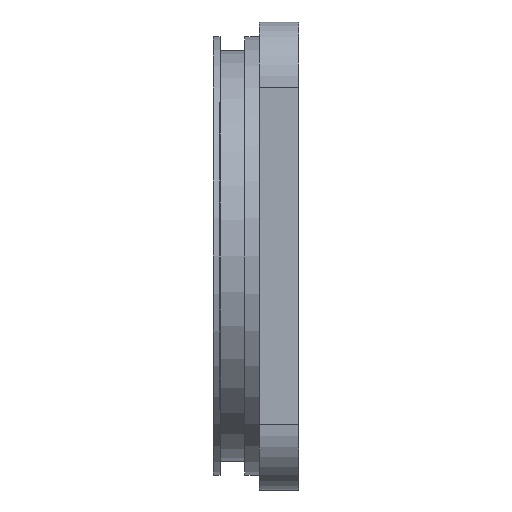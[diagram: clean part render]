
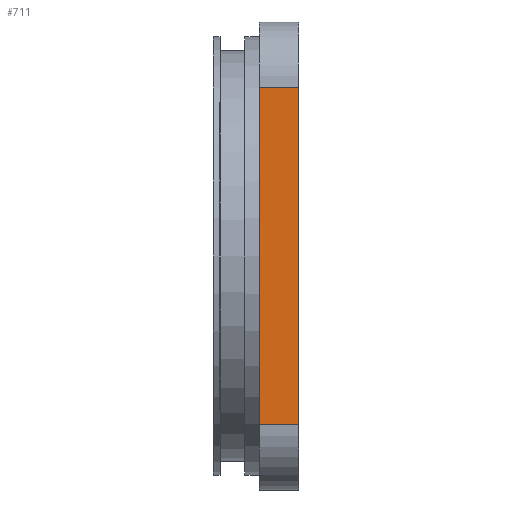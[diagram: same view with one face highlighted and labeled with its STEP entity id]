
A CAD part, left-side view. The second image highlights one B-rep face of the part: STEP entity #711.
In plain terms, the highlighted planar face has unit normal (-1, 0, 0).
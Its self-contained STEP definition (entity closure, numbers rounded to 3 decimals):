
#6 = VECTOR ( 'NONE', #508, 1000. ) ;
#22 = CARTESIAN_POINT ( 'NONE',  ( -35.75, -56.558, 25.75 ) ) ;
#69 = VERTEX_POINT ( 'NONE', #540 ) ;
#70 = PLANE ( 'NONE',  #113 ) ;
#89 = LINE ( 'NONE', #359, #290 ) ;
#113 = AXIS2_PLACEMENT_3D ( 'NONE', #220, #228, #577 ) ;
#115 = FACE_OUTER_BOUND ( 'NONE', #487, .T. ) ;
#220 = CARTESIAN_POINT ( 'NONE',  ( -35.75, -56.558, 0. ) ) ;
#228 = DIRECTION ( 'NONE',  ( -1., 0., 0. ) ) ;
#238 = LINE ( 'NONE', #894, #651 ) ;
#267 = ORIENTED_EDGE ( 'NONE', *, *, #947, .T. ) ;
#290 = VECTOR ( 'NONE', #710, 1000. ) ;
#339 = LINE ( 'NONE', #387, #949 ) ;
#359 = CARTESIAN_POINT ( 'NONE',  ( -35.75, -6., 0. ) ) ;
#372 = VERTEX_POINT ( 'NONE', #621 ) ;
#387 = CARTESIAN_POINT ( 'NONE',  ( -35.75, -6., -25.75 ) ) ;
#449 = VERTEX_POINT ( 'NONE', #638 ) ;
#452 = EDGE_CURVE ( 'NONE', #69, #372, #89, .T. ) ;
#487 = EDGE_LOOP ( 'NONE', ( #757, #594, #746, #267 ) ) ;
#508 = DIRECTION ( 'NONE',  ( 0., 1., 0. ) ) ;
#511 = EDGE_CURVE ( 'NONE', #449, #514, #238, .T. ) ;
#514 = VERTEX_POINT ( 'NONE', #962 ) ;
#540 = CARTESIAN_POINT ( 'NONE',  ( -35.75, -6., -25.75 ) ) ;
#577 = DIRECTION ( 'NONE',  ( 0., 0., 1. ) ) ;
#594 = ORIENTED_EDGE ( 'NONE', *, *, #997, .T. ) ;
#602 = LINE ( 'NONE', #22, #6 ) ;
#621 = CARTESIAN_POINT ( 'NONE',  ( -35.75, -6., 25.75 ) ) ;
#638 = CARTESIAN_POINT ( 'NONE',  ( -35.75, 0., -25.75 ) ) ;
#651 = VECTOR ( 'NONE', #890, 1000. ) ;
#710 = DIRECTION ( 'NONE',  ( 0., 0., 1. ) ) ;
#711 = ADVANCED_FACE ( 'NONE', ( #115 ), #70, .T. ) ;
#746 = ORIENTED_EDGE ( 'NONE', *, *, #452, .T. ) ;
#757 = ORIENTED_EDGE ( 'NONE', *, *, #511, .F. ) ;
#816 = DIRECTION ( 'NONE',  ( 0., -1., 0. ) ) ;
#890 = DIRECTION ( 'NONE',  ( 0., 0., 1. ) ) ;
#894 = CARTESIAN_POINT ( 'NONE',  ( -35.75, 0., 0. ) ) ;
#947 = EDGE_CURVE ( 'NONE', #372, #514, #602, .T. ) ;
#949 = VECTOR ( 'NONE', #816, 1000. ) ;
#962 = CARTESIAN_POINT ( 'NONE',  ( -35.75, 0., 25.75 ) ) ;
#997 = EDGE_CURVE ( 'NONE', #449, #69, #339, .T. ) ;
